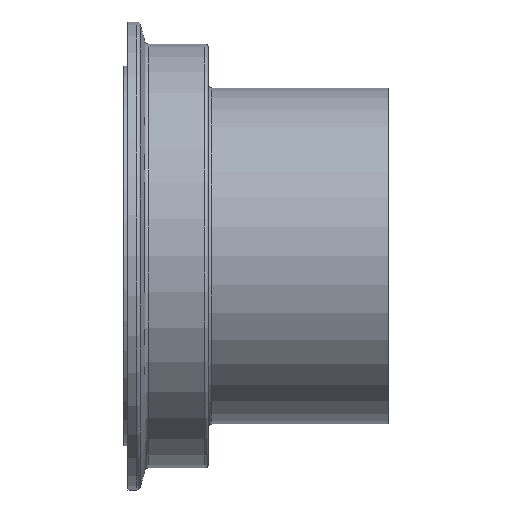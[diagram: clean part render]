
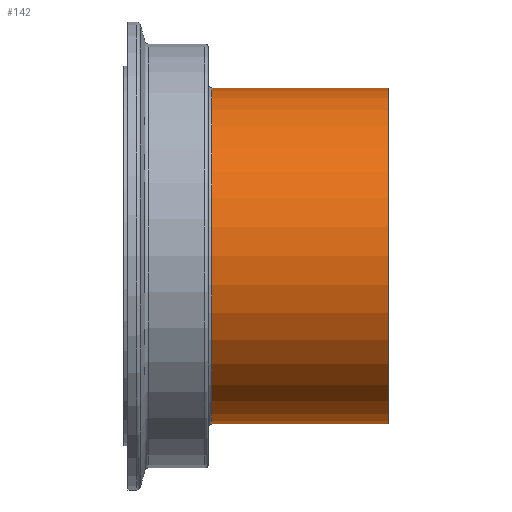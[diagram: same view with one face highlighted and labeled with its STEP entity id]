
A CAD part, top view. The second image highlights one B-rep face of the part: STEP entity #142.
In plain terms, the highlighted cylindrical face has radius 38.05 mm (diameter 76.1 mm), a partial arc.
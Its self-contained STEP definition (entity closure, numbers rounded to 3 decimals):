
#5 = CARTESIAN_POINT ( 'NONE',  ( -172.678, -53.685, 0. ) ) ;
#38 = CARTESIAN_POINT ( 'NONE',  ( -172.678, 22.415, 0. ) ) ;
#51 = CARTESIAN_POINT ( 'NONE',  ( 8.62, 22.415, 0. ) ) ;
#142 = ADVANCED_FACE ( 'NONE', ( #662 ), #276, .T. ) ;
#166 = ORIENTED_EDGE ( 'NONE', *, *, #464, .F. ) ;
#201 = CARTESIAN_POINT ( 'NONE',  ( 8.62, -15.635, 0. ) ) ;
#216 = AXIS2_PLACEMENT_3D ( 'NONE', #201, #478, #473 ) ;
#219 = CARTESIAN_POINT ( 'NONE',  ( -172.678, -15.635, 0. ) ) ;
#233 = CARTESIAN_POINT ( 'NONE',  ( 48.62, -53.685, 0. ) ) ;
#241 = VERTEX_POINT ( 'NONE', #233 ) ;
#276 = CYLINDRICAL_SURFACE ( 'NONE', #781, 38.05 ) ;
#288 = EDGE_CURVE ( 'NONE', #306, #365, #621, .T. ) ;
#290 = ORIENTED_EDGE ( 'NONE', *, *, #288, .T. ) ;
#298 = DIRECTION ( 'NONE',  ( -1., 0., 0. ) ) ;
#302 = ORIENTED_EDGE ( 'NONE', *, *, #351, .T. ) ;
#306 = VERTEX_POINT ( 'NONE', #705 ) ;
#336 = CIRCLE ( 'NONE', #667, 38.05 ) ;
#351 = EDGE_CURVE ( 'NONE', #241, #306, #336, .T. ) ;
#365 = VERTEX_POINT ( 'NONE', #51 ) ;
#379 = DIRECTION ( 'NONE',  ( 0., -1., 0. ) ) ;
#398 = VECTOR ( 'NONE', #298, 1000. ) ;
#464 = EDGE_CURVE ( 'NONE', #241, #778, #586, .T. ) ;
#473 = DIRECTION ( 'NONE',  ( 0., -1., 0. ) ) ;
#478 = DIRECTION ( 'NONE',  ( -1., 0., 0. ) ) ;
#499 = VECTOR ( 'NONE', #544, 1000. ) ;
#510 = EDGE_CURVE ( 'NONE', #778, #365, #582, .T. ) ;
#523 = ORIENTED_EDGE ( 'NONE', *, *, #510, .F. ) ;
#542 = DIRECTION ( 'NONE',  ( 0., -1., 0. ) ) ;
#544 = DIRECTION ( 'NONE',  ( -1., 0., 0. ) ) ;
#582 = CIRCLE ( 'NONE', #216, 38.05 ) ;
#586 = LINE ( 'NONE', #5, #499 ) ;
#621 = LINE ( 'NONE', #38, #398 ) ;
#630 = DIRECTION ( 'NONE',  ( -1., 0., 0. ) ) ;
#662 = FACE_OUTER_BOUND ( 'NONE', #706, .T. ) ;
#667 = AXIS2_PLACEMENT_3D ( 'NONE', #784, #630, #379 ) ;
#705 = CARTESIAN_POINT ( 'NONE',  ( 48.62, 22.415, 0. ) ) ;
#706 = EDGE_LOOP ( 'NONE', ( #302, #290, #523, #166 ) ) ;
#742 = DIRECTION ( 'NONE',  ( -1., 0., 0. ) ) ;
#762 = CARTESIAN_POINT ( 'NONE',  ( 8.62, -53.685, 0. ) ) ;
#778 = VERTEX_POINT ( 'NONE', #762 ) ;
#781 = AXIS2_PLACEMENT_3D ( 'NONE', #219, #742, #542 ) ;
#784 = CARTESIAN_POINT ( 'NONE',  ( 48.62, -15.635, 0. ) ) ;
